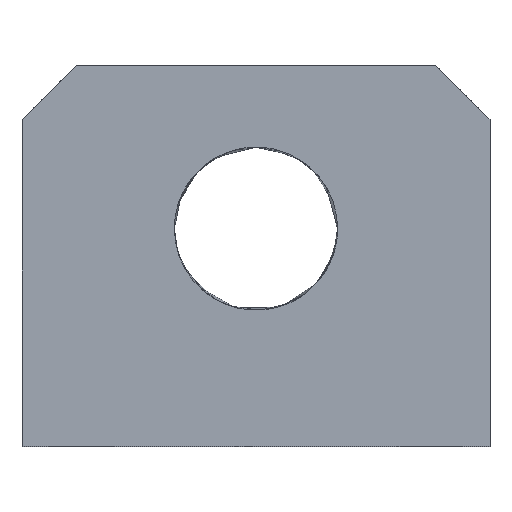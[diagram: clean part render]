
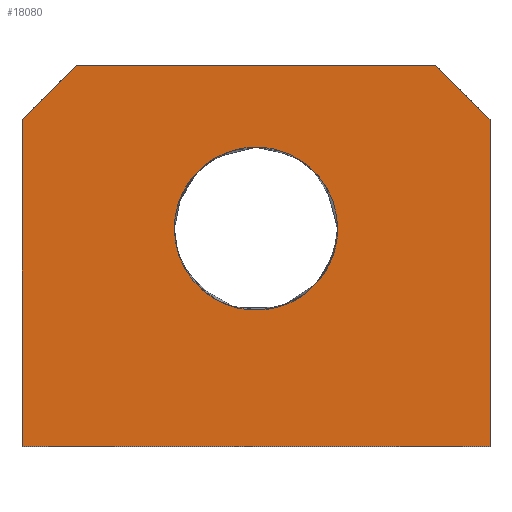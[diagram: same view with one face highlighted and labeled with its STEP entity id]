
A CAD part, top view. The second image highlights one B-rep face of the part: STEP entity #18080.
In plain terms, the highlighted free-form (B-spline) face has degree [1, 1] with [2, 2] control points.
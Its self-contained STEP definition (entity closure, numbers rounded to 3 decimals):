
#3400 = CARTESIAN_POINT ('', (15., 40., 40.));
#3410 = VERTEX_POINT ('', #3400);
#3420 = CARTESIAN_POINT ('', (-15., 40., 40.));
#3430 = VERTEX_POINT ('', #3420);
#3440 = CARTESIAN_POINT ('', (15., 40., 40.));
#3450 = CARTESIAN_POINT ('', (15., 70., 40.));
#3460 = CARTESIAN_POINT ('', (-15., 70., 40.));
#3470 = CARTESIAN_POINT ('', (-15., 40., 40.));
#3480 = (
   BOUNDED_CURVE ()
   B_SPLINE_CURVE (3, (#3440, #3450, #3460, #3470), .UNSPECIFIED., .F., .U.)
   B_SPLINE_CURVE_WITH_KNOTS ((4, 4), (0., 1.), .UNSPECIFIED.)
   CURVE ()
   GEOMETRIC_REPRESENTATION_ITEM ()
   RATIONAL_B_SPLINE_CURVE ((1., 0.333, 0.333, 1.))
   REPRESENTATION_ITEM ('')
);
#3490 = EDGE_CURVE ('', #3410, #3430, #3480, .T.);
#3750 = CARTESIAN_POINT ('', (-15., 40., 40.));
#3760 = CARTESIAN_POINT ('', (-15., 10., 40.));
#3770 = CARTESIAN_POINT ('', (15., 10., 40.));
#3780 = CARTESIAN_POINT ('', (15., 40., 40.));
#3790 = (
   BOUNDED_CURVE ()
   B_SPLINE_CURVE (3, (#3750, #3760, #3770, #3780), .UNSPECIFIED., .F., .U.)
   B_SPLINE_CURVE_WITH_KNOTS ((4, 4), (0., 1.), .UNSPECIFIED.)
   CURVE ()
   GEOMETRIC_REPRESENTATION_ITEM ()
   RATIONAL_B_SPLINE_CURVE ((1., 0.333, 0.333, 1.))
   REPRESENTATION_ITEM ('')
);
#3800 = EDGE_CURVE ('', #3430, #3410, #3790, .T.);
#4620 = CARTESIAN_POINT ('', (43., 60., 40.));
#4630 = VERTEX_POINT ('', #4620);
#4690 = CARTESIAN_POINT ('', (43., 0., 40.));
#4700 = VERTEX_POINT ('', #4690);
#4710 = CARTESIAN_POINT ('', (43., 60., 40.));
#4720 = CARTESIAN_POINT ('', (43., 0., 40.));
#4730 = B_SPLINE_CURVE_WITH_KNOTS ('', 1, (#4710, #4720), .UNSPECIFIED., .F., .U., (2, 2), (0., 1.), .UNSPECIFIED.);
#4740 = EDGE_CURVE ('', #4630, #4700, #4730, .T.);
#5330 = CARTESIAN_POINT ('', (33., 70., 40.));
#5340 = VERTEX_POINT ('', #5330);
#5400 = CARTESIAN_POINT ('', (33., 70., 40.));
#5410 = CARTESIAN_POINT ('', (43., 60., 40.));
#5420 = B_SPLINE_CURVE_WITH_KNOTS ('', 1, (#5400, #5410), .UNSPECIFIED., .F., .U., (2, 2), (0., 1.), .UNSPECIFIED.);
#5430 = EDGE_CURVE ('', #5340, #4630, #5420, .T.);
#5540 = CARTESIAN_POINT ('', (-33., 70., 40.));
#5550 = VERTEX_POINT ('', #5540);
#5560 = CARTESIAN_POINT ('', (-33., 70., 40.));
#5570 = CARTESIAN_POINT ('', (33., 70., 40.));
#5580 = B_SPLINE_CURVE_WITH_KNOTS ('', 1, (#5560, #5570), .UNSPECIFIED., .F., .U., (2, 2), (0., 1.), .UNSPECIFIED.);
#5590 = EDGE_CURVE ('', #5550, #5340, #5580, .T.);
#13540 = CARTESIAN_POINT ('', (-43., 0., 40.));
#13550 = VERTEX_POINT ('', #13540);
#13560 = CARTESIAN_POINT ('', (43., 0., 40.));
#13570 = CARTESIAN_POINT ('', (-43., 0., 40.));
#13580 = B_SPLINE_CURVE_WITH_KNOTS ('', 1, (#13560, #13570), .UNSPECIFIED., .F., .U., (2, 2), (0., 1.), .UNSPECIFIED.);
#13590 = EDGE_CURVE ('', #4700, #13550, #13580, .T.);
#17480 = CARTESIAN_POINT ('', (-43., 60., 40.));
#17490 = VERTEX_POINT ('', #17480);
#17500 = CARTESIAN_POINT ('', (-33., 70., 40.));
#17510 = CARTESIAN_POINT ('', (-36.333, 66.667, 40.));
#17520 = CARTESIAN_POINT ('', (-39.667, 63.333, 40.));
#17530 = CARTESIAN_POINT ('', (-43., 60., 40.));
#17540 = B_SPLINE_CURVE_WITH_KNOTS ('', 3, (#17500, #17510, #17520, #17530), .UNSPECIFIED., .F., .U., (4, 4), (0., 1.), .UNSPECIFIED.);
#17550 = EDGE_CURVE ('', #5550, #17490, #17540, .T.);
#17770 = CARTESIAN_POINT ('', (-43., 60., 40.));
#17780 = CARTESIAN_POINT ('', (-43., 0., 40.));
#17790 = B_SPLINE_CURVE_WITH_KNOTS ('', 1, (#17770, #17780), .UNSPECIFIED., .F., .U., (2, 2), (0., 1.), .UNSPECIFIED.);
#17800 = EDGE_CURVE ('', #17490, #13550, #17790, .T.);
#17910 = ORIENTED_EDGE ('', *, *, #5590, .F.);
#17920 = ORIENTED_EDGE ('', *, *, #17550, .T.);
#17930 = ORIENTED_EDGE ('', *, *, #17800, .T.);
#17940 = ORIENTED_EDGE ('', *, *, #13590, .F.);
#17950 = ORIENTED_EDGE ('', *, *, #4740, .F.);
#17960 = ORIENTED_EDGE ('', *, *, #5430, .F.);
#17970 = EDGE_LOOP ('', (#17910, #17920, #17930, #17940, #17950, #17960));
#17980 = FACE_OUTER_BOUND ('', #17970, .T.);
#17990 = ORIENTED_EDGE ('', *, *, #3490, .F.);
#18000 = ORIENTED_EDGE ('', *, *, #3800, .F.);
#18010 = EDGE_LOOP ('', (#17990, #18000));
#18020 = FACE_BOUND ('', #18010, .T.);
#18030 = CARTESIAN_POINT ('', (-43., 0., 40.));
#18040 = CARTESIAN_POINT ('', (-43., 70., 40.));
#18050 = CARTESIAN_POINT ('', (43., 0., 40.));
#18060 = CARTESIAN_POINT ('', (43., 70., 40.));
#18070 = B_SPLINE_SURFACE_WITH_KNOTS ('', 1, 1, ((#18030, #18040), (#18050, #18060)), .UNSPECIFIED., .F., .F., .U., (2, 2), (2, 2), (0., 1.), (0., 1.), .UNSPECIFIED.);
#18080 = ADVANCED_FACE ('', (#17980, #18020), #18070, .T.);
